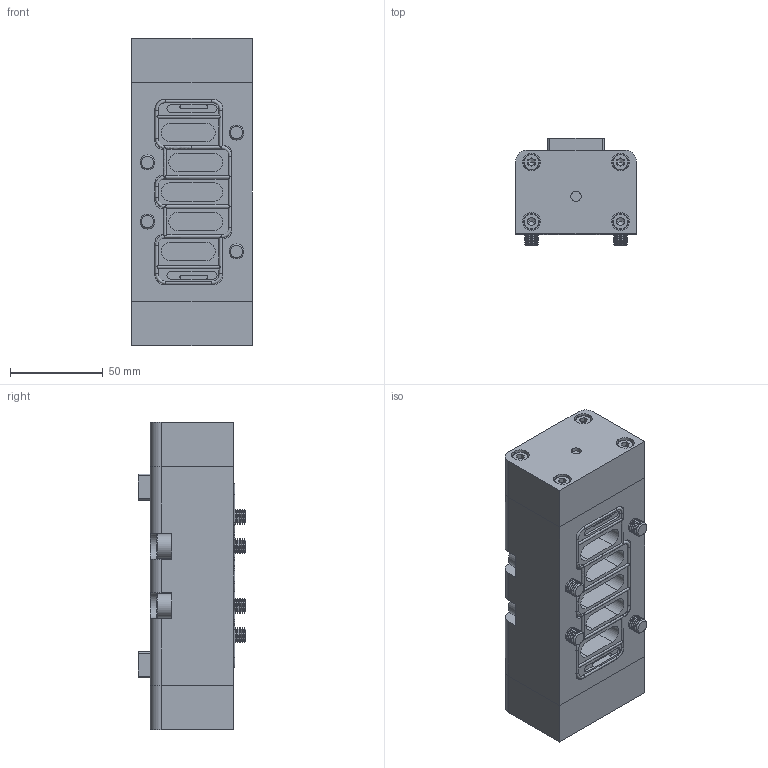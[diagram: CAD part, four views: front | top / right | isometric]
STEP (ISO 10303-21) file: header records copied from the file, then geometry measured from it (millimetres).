
FILE_DESCRIPTION (( 'STEP AP214' ), '1' );
FILE_NAME ('03_046_4.STEP', '2016-02-12T09:14:08', ( '' ), ( '' ), 'SwSTEP 2.0', 'SolidWorks 2016', '' );
FILE_SCHEMA (( 'AUTOMOTIVE_DESIGN' ));
Length unit declared in the file: millimetre
Products named in the file (1): 03_046_4
Bounding box: 65 x 58 x 166 mm (x, y, z)
Volume: 441140.2 mm3; surface area: 93925.9 mm2
Topology: 24 solids, 24 shells, 3038 faces, 7808 edges, 4844 vertices
Faces by surface type: cone 1440, cylinder 966, plane 504, torus 102, bspline 22, sphere 4
Entity records: 94481 total; most frequent: DIRECTION 17988, CARTESIAN_POINT 16879, ORIENTED_EDGE 15532, EDGE_CURVE 7766, AXIS2_PLACEMENT_3D 7295, VERTEX_POINT 4838, CIRCLE 4278, VECTOR 3398
